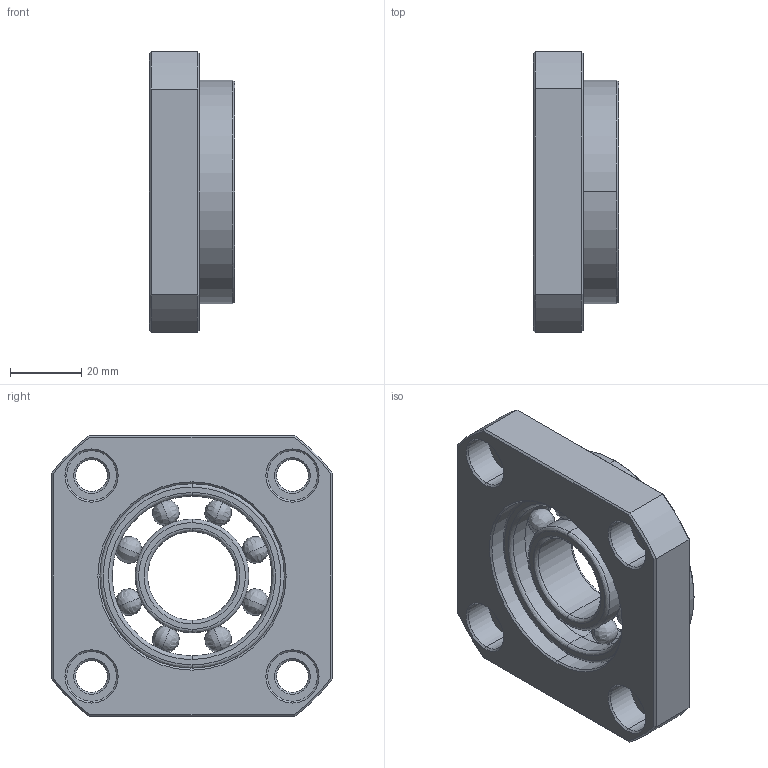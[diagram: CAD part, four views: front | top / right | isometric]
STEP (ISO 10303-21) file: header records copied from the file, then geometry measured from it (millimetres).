
FILE_DESCRIPTION (( 'STEP AP214' ), '1' );
FILE_NAME ('FFN25.step', '2020-09-08T14:47:06', ( '' ), ( '' ), 'SwSTEP 2.0', 'SolidWorks 2020', '' );
FILE_SCHEMA (( 'AUTOMOTIVE_DESIGN' ));
Length unit declared in the file: millimetre
Products named in the file (1): FFN25
Bounding box: 24 x 79 x 79 mm (x, y, z)
Volume: 71931.9 mm3; surface area: 28981.8 mm2
Topology: 11 solids, 11 shells, 133 faces, 300 edges, 162 vertices
Faces by surface type: cone 38, cylinder 36, bspline 36, plane 23
Entity records: 5895 total; most frequent: CARTESIAN_POINT 1740, ORIENTED_EDGE 536, DIRECTION 510, EDGE_CURVE 268, AXIS2_PLACEMENT_3D 212, VERTEX_POINT 162, EDGE_LOOP 152, UNCERTAINTY_MEASURE_WITH_UNIT 146
